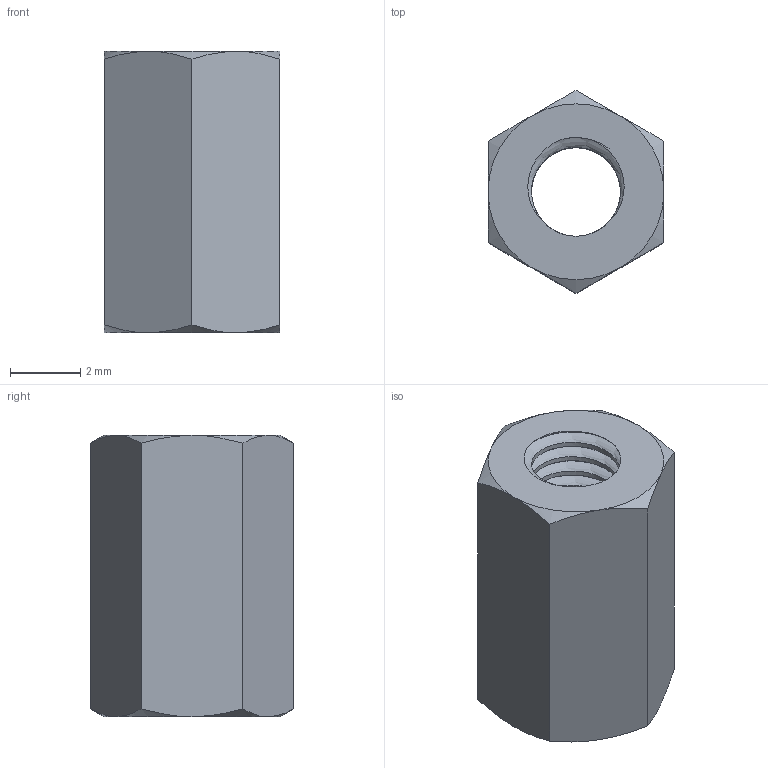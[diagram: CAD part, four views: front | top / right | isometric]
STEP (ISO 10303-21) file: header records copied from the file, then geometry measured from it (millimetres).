
FILE_DESCRIPTION(/* description */ (''),/* implementation_level */ '2;1');
FILE_NAME(/* name */ 'HHTPS-M3-5-8-S-Z v1.step',/* time_stamp */ '2023-04-06T10:12:06+01:00',/* author */ (''),/* organization */ (''),/* preprocessor_version */ 'ST-DEVELOPER v19.2',/* originating_system */ 'Autodesk Translation Framework v12.4.0.73',/* authorisation */ '');
FILE_SCHEMA (('AUTOMOTIVE_DESIGN { 1 0 10303 214 3 1 1 }'));
Length unit declared in the file: millimetre
Products named in the file (1): HHTPS-M3-5-8-S-Z
Bounding box: 5 x 5.77 x 8 mm (x, y, z)
Volume: 125 mm3; surface area: 282.6 mm2
Topology: 1 solids, 1 shells, 56 faces, 150 edges, 96 vertices
Faces by surface type: cylinder 34, cone 12, plane 8, bspline 2
Full cylindrical faces by diameter (mm): 2.529 x8, 3.086 x4
Entity records: 3739 total; most frequent: CARTESIAN_POINT 2513, ORIENTED_EDGE 300, DIRECTION 180, EDGE_CURVE 150, VERTEX_POINT 96, B_SPLINE_CURVE_WITH_KNOTS 72, AXIS2_PLACEMENT_3D 71, EDGE_LOOP 58
